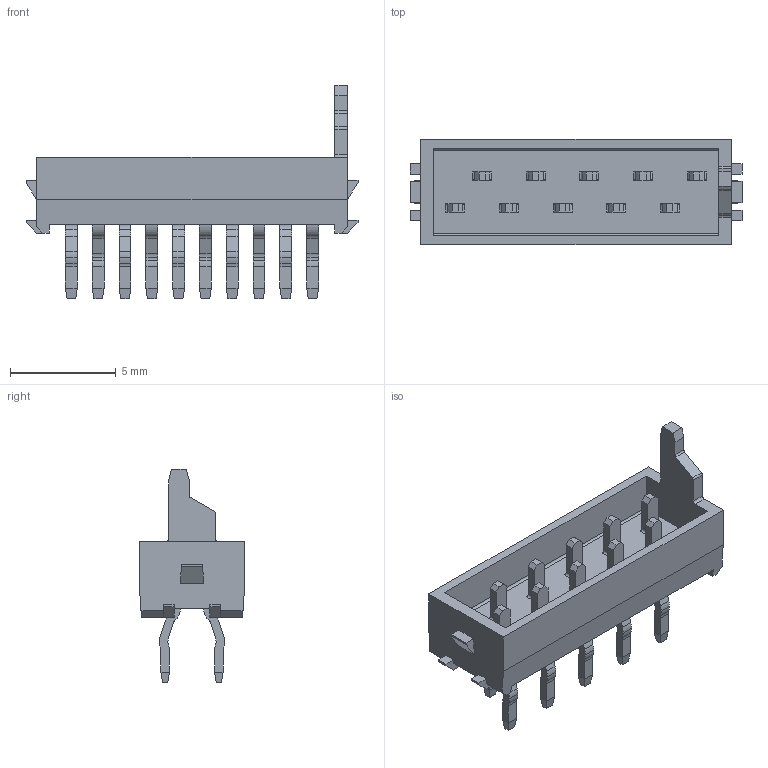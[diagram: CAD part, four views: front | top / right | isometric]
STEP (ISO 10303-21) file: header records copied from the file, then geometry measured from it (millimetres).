
FILE_DESCRIPTION(('STEP AP242'),'1');
FILE_NAME('690357101072.stp','2022-12-01T12:18:06',('TraceParts'),('TraceParts S.A.'),'Spatial InterOp 3D',' ',' ');
FILE_SCHEMA(('AP242_MANAGED_MODEL_BASED_3D_ENGINEERING_MIM_LF {1 0 10303 442 1 1 4}'));
Length unit declared in the file: millimetre
Products named in the file (1): 690357101072_1
Bounding box: 15.73 x 5 x 10.1 mm (x, y, z)
Volume: 147.5 mm3; surface area: 571.2 mm2
Topology: 11 solids, 11 shells, 588 faces, 1612 edges, 1048 vertices
Faces by surface type: plane 422, cylinder 166
Entity records: 23268 total; most frequent: CARTESIAN_POINT 3259, ORIENTED_EDGE 3224, DIRECTION 3142, EDGE_CURVE 1612, LINE 1280, VECTOR 1280, VERTEX_POINT 1048, AXIS2_PLACEMENT_3D 931
